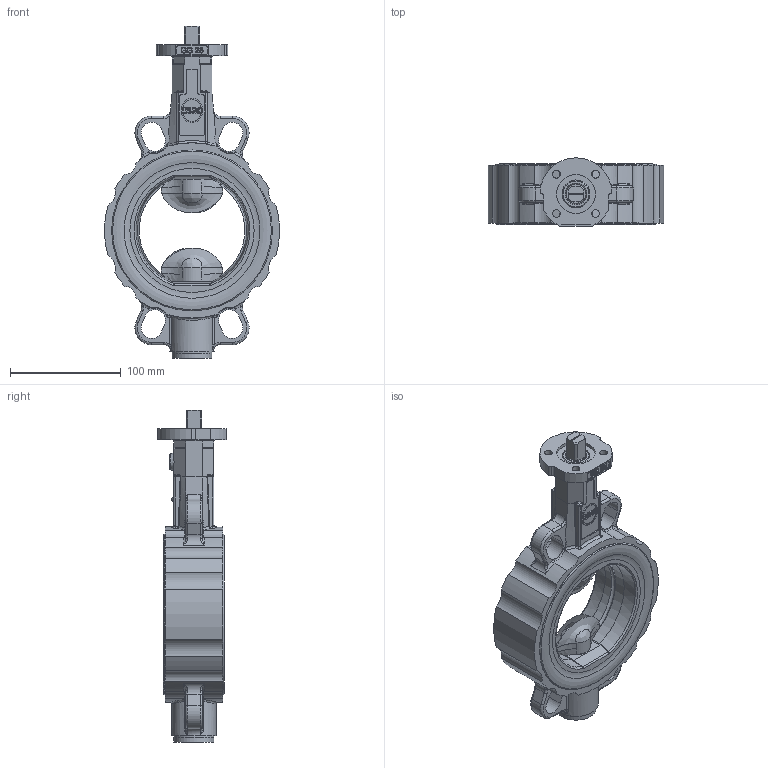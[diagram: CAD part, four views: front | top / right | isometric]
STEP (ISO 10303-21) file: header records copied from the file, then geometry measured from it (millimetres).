
FILE_DESCRIPTION((''),'2;1');
FILE_NAME('Z411-A DN100 Da125 SDR11-17-33.stp','2014-08-06T13:22:51',('zank'),(''),'Autodesk Inventor 2013','Autodesk Inventor 2013','');
FILE_SCHEMA(('AUTOMOTIVE_DESIGN { 1 0 10303 214 1 1 1 1 }'));
Length unit declared in the file: millimetre
Products named in the file (14): Z411-A da 110-125; Z51F-100-0001-22; ME1Y-100-0000-21; SN2F-100-0002-21; KLXF-080-0001-47 type 1; KLXF-080-0001-47 type 2; WOVB-080-0001-45; WUXB-080-0000-42; O-Ring 14x2; DIN 908 (Feingewinde) M30 x 1,5; DIN 915 M6 x 10; Dichtring 30x36; KTXF-100-0000-30; DIN EN ISO 8746 A 3 x 6 - A St
Assembly tree (17 placements, depth 2):
  Z411-A da 110-125
    Z51F-100-0001-22
    ME1Y-100-0000-21
    SN2F-100-0002-21
    KLXF-080-0001-47 type 1  x2
    KLXF-080-0001-47 type 2
    WOVB-080-0001-45
    WUXB-080-0000-42
    O-Ring 14x2  x3
    DIN 908 (Feingewinde) M30 x 1,5
    DIN 915 M6 x 10
    Dichtring 30x36
    KTXF-100-0000-30
    DIN EN ISO 8746 A 3 x 6 - A St  x2
Bounding box: 158 x 61.5 x 299.27 mm (x, y, z)
Volume: 837270 mm3; surface area: 230571.9 mm2
Topology: 17 solids, 17 shells, 937 faces, 2384 edges, 1497 vertices
Faces by surface type: plane 362, cylinder 233, bspline 189, torus 95, cone 48, sphere 10
Full cylindrical faces by diameter (mm): 3 x2, 3.2 x2, 4 x1, 4.917 x2, 6 x1, 7 x4, 14 x3, 14.8 x3, 15 x1, 16.2 x3, 17.5 x2, 18 x10, 18.2 x2, 18.31 x3, 24.95 x3, 25 x4, 25.2 x3, 28.376 x1, 30 x2, 35.1 x1, 36 x2, 40 x1, 112.6 x2, 113.4 x2, 137 x2, 137.8 x2, 144.8 x2, 145 x2
Entity records: 34118 total; most frequent: CARTESIAN_POINT 13648, ORIENTED_EDGE 4296, DIRECTION 3721, EDGE_CURVE 2148, VERTEX_POINT 1431, AXIS2_PLACEMENT_3D 1400, EDGE_LOOP 1109, VECTOR 921
